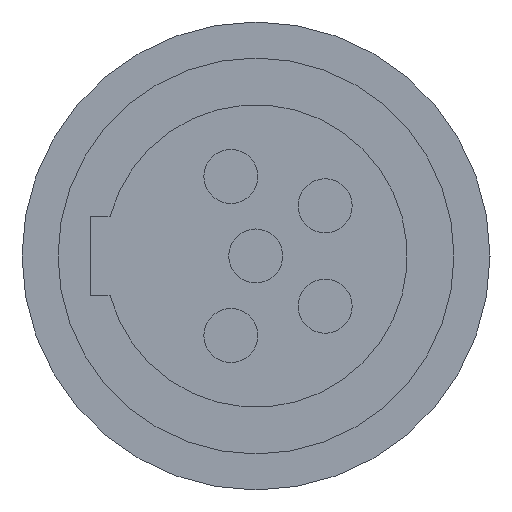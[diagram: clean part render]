
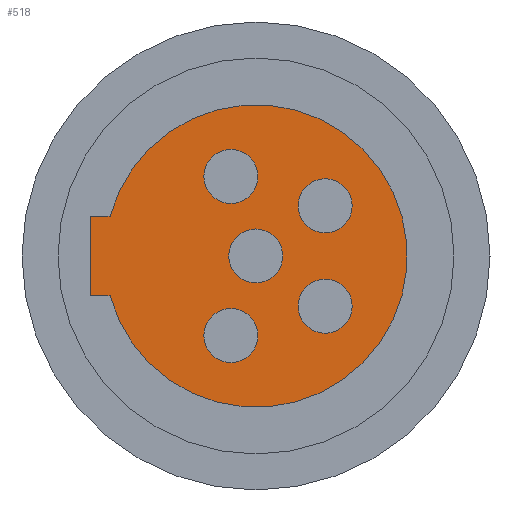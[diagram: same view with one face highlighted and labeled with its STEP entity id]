
A CAD part, left-side view. The second image highlights one B-rep face of the part: STEP entity #518.
In plain terms, the highlighted planar face has unit normal (-1, 0, 0).
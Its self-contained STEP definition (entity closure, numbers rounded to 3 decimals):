
#1=CARTESIAN_POINT('',(0.,0.69,-2.21));
#2=DIRECTION('',(-1.,0.,0.));
#3=DIRECTION('',(0.,0.,1.));
#4=AXIS2_PLACEMENT_3D('',#1,#2,#3);
#6=CARTESIAN_POINT('',(0.,0.69,-2.21));
#7=DIRECTION('',(-1.,0.,0.));
#8=DIRECTION('',(0.,0.,-1.));
#9=AXIS2_PLACEMENT_3D('',#6,#7,#8);
#11=CARTESIAN_POINT('',(0.,0.69,2.21));
#12=DIRECTION('',(-1.,0.,0.));
#13=DIRECTION('',(0.,0.,1.));
#14=AXIS2_PLACEMENT_3D('',#11,#12,#13);
#16=CARTESIAN_POINT('',(0.,0.69,2.21));
#17=DIRECTION('',(-1.,0.,0.));
#18=DIRECTION('',(0.,0.,-1.));
#19=AXIS2_PLACEMENT_3D('',#16,#17,#18);
#21=CARTESIAN_POINT('',(0.,0.,0.));
#22=DIRECTION('',(-1.,0.,0.));
#23=DIRECTION('',(0.,0.,1.));
#24=AXIS2_PLACEMENT_3D('',#21,#22,#23);
#26=CARTESIAN_POINT('',(0.,0.,0.));
#27=DIRECTION('',(-1.,0.,0.));
#28=DIRECTION('',(0.,0.,-1.));
#29=AXIS2_PLACEMENT_3D('',#26,#27,#28);
#31=CARTESIAN_POINT('',(0.,-1.93,-1.395));
#32=DIRECTION('',(-1.,0.,0.));
#33=DIRECTION('',(0.,0.,1.));
#34=AXIS2_PLACEMENT_3D('',#31,#32,#33);
#36=CARTESIAN_POINT('',(0.,-1.93,-1.395));
#37=DIRECTION('',(-1.,0.,0.));
#38=DIRECTION('',(0.,0.,-1.));
#39=AXIS2_PLACEMENT_3D('',#36,#37,#38);
#41=CARTESIAN_POINT('',(0.,-1.93,1.395));
#42=DIRECTION('',(-1.,0.,0.));
#43=DIRECTION('',(0.,0.,1.));
#44=AXIS2_PLACEMENT_3D('',#41,#42,#43);
#46=CARTESIAN_POINT('',(0.,-1.93,1.395));
#47=DIRECTION('',(-1.,0.,0.));
#48=DIRECTION('',(0.,0.,-1.));
#49=AXIS2_PLACEMENT_3D('',#46,#47,#48);
#51=DIRECTION('',(0.,-1.,0.));
#52=VECTOR('',#51,0.555);
#53=CARTESIAN_POINT('',(0.,4.6,-1.1));
#54=LINE('',#53,#52);
#55=DIRECTION('',(0.,0.,-1.));
#56=VECTOR('',#55,2.2);
#57=CARTESIAN_POINT('',(0.,4.6,1.1));
#58=LINE('',#57,#56);
#59=DIRECTION('',(0.,1.,0.));
#60=VECTOR('',#59,0.555);
#61=CARTESIAN_POINT('',(0.,4.045,1.1));
#62=LINE('',#61,#60);
#162=CARTESIAN_POINT('',(0.,-0.008,0.));
#163=DIRECTION('',(-1.,0.,0.));
#164=DIRECTION('',(0.,0.965,-0.262));
#165=AXIS2_PLACEMENT_3D('',#162,#163,#164);
#405=CARTESIAN_POINT('',(0.,0.69,-1.46));
#406=CARTESIAN_POINT('',(0.,0.69,-2.96));
#407=VERTEX_POINT('',#405);
#408=VERTEX_POINT('',#406);
#409=CARTESIAN_POINT('',(0.,0.69,2.96));
#410=CARTESIAN_POINT('',(0.,0.69,1.46));
#411=VERTEX_POINT('',#409);
#412=VERTEX_POINT('',#410);
#413=CARTESIAN_POINT('',(0.,0.,0.75));
#414=CARTESIAN_POINT('',(0.,0.,-0.75));
#415=VERTEX_POINT('',#413);
#416=VERTEX_POINT('',#414);
#425=CARTESIAN_POINT('',(0.,4.6,1.1));
#426=CARTESIAN_POINT('',(0.,4.6,-1.1));
#427=VERTEX_POINT('',#425);
#428=VERTEX_POINT('',#426);
#429=CARTESIAN_POINT('',(0.,4.045,1.1));
#431=VERTEX_POINT('',#429);
#433=CARTESIAN_POINT('',(0.,4.045,-1.1));
#435=VERTEX_POINT('',#433);
#465=CARTESIAN_POINT('',(0.,-1.93,-0.645));
#466=CARTESIAN_POINT('',(0.,-1.93,-2.145));
#467=VERTEX_POINT('',#465);
#468=VERTEX_POINT('',#466);
#469=CARTESIAN_POINT('',(0.,-1.93,2.145));
#470=CARTESIAN_POINT('',(0.,-1.93,0.645));
#471=VERTEX_POINT('',#469);
#472=VERTEX_POINT('',#470);
#473=CARTESIAN_POINT('',(0.,-0.008,0.));
#474=DIRECTION('',(1.,0.,0.));
#475=DIRECTION('',(0.,-1.,0.));
#476=AXIS2_PLACEMENT_3D('',#473,#474,#475);
#477=PLANE('',#476);
#479=ORIENTED_EDGE('',*,*,#478,.F.);
#481=ORIENTED_EDGE('',*,*,#480,.F.);
#483=ORIENTED_EDGE('',*,*,#482,.F.);
#485=ORIENTED_EDGE('',*,*,#484,.F.);
#486=EDGE_LOOP('',(#479,#481,#483,#485));
#487=FACE_OUTER_BOUND('',#486,.F.);
#489=ORIENTED_EDGE('',*,*,#488,.T.);
#491=ORIENTED_EDGE('',*,*,#490,.T.);
#492=EDGE_LOOP('',(#489,#491));
#493=FACE_BOUND('',#492,.F.);
#495=ORIENTED_EDGE('',*,*,#494,.T.);
#497=ORIENTED_EDGE('',*,*,#496,.T.);
#498=EDGE_LOOP('',(#495,#497));
#499=FACE_BOUND('',#498,.F.);
#501=ORIENTED_EDGE('',*,*,#500,.T.);
#503=ORIENTED_EDGE('',*,*,#502,.T.);
#504=EDGE_LOOP('',(#501,#503));
#505=FACE_BOUND('',#504,.F.);
#507=ORIENTED_EDGE('',*,*,#506,.T.);
#509=ORIENTED_EDGE('',*,*,#508,.T.);
#510=EDGE_LOOP('',(#507,#509));
#511=FACE_BOUND('',#510,.F.);
#513=ORIENTED_EDGE('',*,*,#512,.T.);
#515=ORIENTED_EDGE('',*,*,#514,.T.);
#516=EDGE_LOOP('',(#513,#515));
#517=FACE_BOUND('',#516,.F.);
#5=CIRCLE('',#4,0.75);
#10=CIRCLE('',#9,0.75);
#15=CIRCLE('',#14,0.75);
#20=CIRCLE('',#19,0.75);
#25=CIRCLE('',#24,0.75);
#30=CIRCLE('',#29,0.75);
#35=CIRCLE('',#34,0.75);
#40=CIRCLE('',#39,0.75);
#45=CIRCLE('',#44,0.75);
#50=CIRCLE('',#49,0.75);
#166=CIRCLE('',#165,4.2);
#478=EDGE_CURVE('',#435,#431,#166,.T.);
#480=EDGE_CURVE('',#428,#435,#54,.T.);
#482=EDGE_CURVE('',#427,#428,#58,.T.);
#484=EDGE_CURVE('',#431,#427,#62,.T.);
#488=EDGE_CURVE('',#411,#412,#15,.T.);
#490=EDGE_CURVE('',#412,#411,#20,.T.);
#494=EDGE_CURVE('',#415,#416,#25,.T.);
#496=EDGE_CURVE('',#416,#415,#30,.T.);
#500=EDGE_CURVE('',#467,#468,#35,.T.);
#502=EDGE_CURVE('',#468,#467,#40,.T.);
#506=EDGE_CURVE('',#471,#472,#45,.T.);
#508=EDGE_CURVE('',#472,#471,#50,.T.);
#512=EDGE_CURVE('',#407,#408,#5,.T.);
#514=EDGE_CURVE('',#408,#407,#10,.T.);
#518=ADVANCED_FACE('',(#487,#493,#499,#505,#511,#517),#477,.F.);
